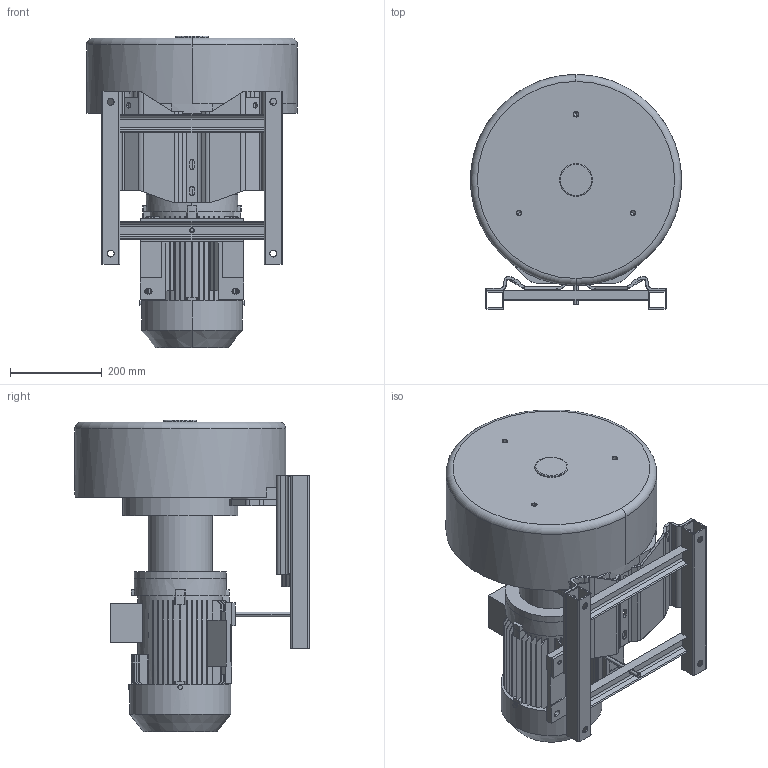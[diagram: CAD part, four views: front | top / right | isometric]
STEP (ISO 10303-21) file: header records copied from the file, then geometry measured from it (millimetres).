
FILE_DESCRIPTION((''),'2;1');
FILE_NAME('MD-001080_ASM','2014-03-20T',('rnennstiel'),('vacuvane vacuum technology gmbh'),'PRO/ENGINEER BY PARAMETRIC TECHNOLOGY CORPORATION, 2010140','PRO/ENGINEER BY PARAMETRIC TECHNOLOGY CORPORATION, 2010140','');
FILE_SCHEMA(('AUTOMOTIVE_DESIGN_CC2 { 1 2 10303 214 -1 1 5 2 }'));
Length unit declared in the file: millimetre
Products named in the file (11): MD-001079; MD-000465; MD-000999; MD-001139; MD-001385; MD-001208; MD-001144_ASM; MD-001141; MD-001142; MD-000448; MD-001080_ASM
Assembly tree (13 placements, depth 3):
  MD-001080_ASM
    MD-001079
    MD-000465
    MD-000999
    MD-001144_ASM
      MD-001139  x2
      MD-000999
      MD-001385
      MD-001208
    MD-001141
    MD-001142
    MD-000448  x2
Bounding box: 459 x 510.5 x 678 mm (x, y, z)
Volume: 41902960.6 mm3; surface area: 2157177.4 mm2
Topology: 12 solids, 25 shells, 1195 faces, 3125 edges, 1976 vertices
Faces by surface type: cylinder 460, plane 455, torus 132, cone 116, bspline 32
Entity records: 35033 total; most frequent: CARTESIAN_POINT 6758, DIRECTION 5000, ORIENTED_EDGE 4758, EDGE_CURVE 2399, AXIS2_PLACEMENT_3D 1895, PRESENTATION_STYLE_ASSIGNMENT 1546, VERTEX_POINT 1544, STYLED_ITEM 1530
